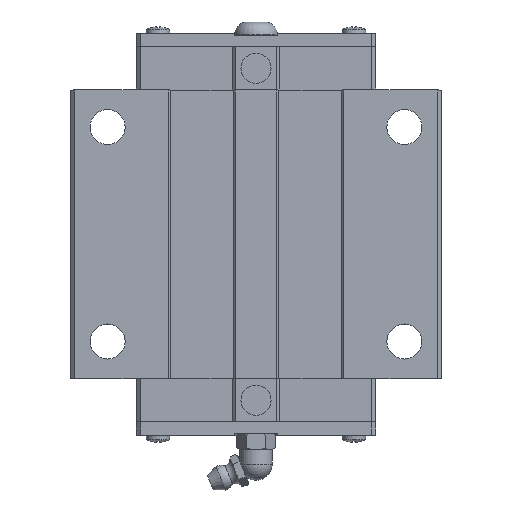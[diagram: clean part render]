
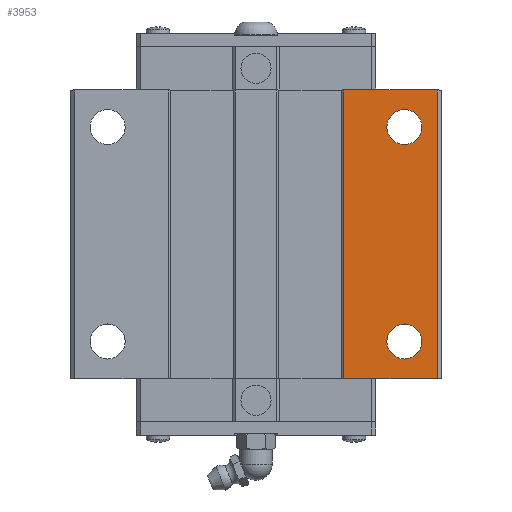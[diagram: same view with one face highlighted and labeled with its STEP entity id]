
A CAD part, top view. The second image highlights one B-rep face of the part: STEP entity #3953.
In plain terms, the highlighted planar face has unit normal (0, 0, 1).
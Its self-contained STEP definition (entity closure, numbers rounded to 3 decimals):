
#410 = LINE ( 'NONE', #10425, #11859 ) ;
#691 = EDGE_LOOP ( 'NONE', ( #24447, #21340 ) ) ;
#1050 = CARTESIAN_POINT ( 'NONE',  ( 44., 83.701, 42. ) ) ;
#2057 = VERTEX_POINT ( 'NONE', #15057 ) ;
#2089 = EDGE_CURVE ( 'NONE', #22710, #4455, #24978, .T. ) ;
#2212 = EDGE_CURVE ( 'NONE', #17350, #12000, #14889, .T. ) ;
#2276 = DIRECTION ( 'NONE',  ( 1., 0., 0. ) ) ;
#2378 = EDGE_LOOP ( 'NONE', ( #7866, #24719, #4529, #18929 ) ) ;
#3343 = CARTESIAN_POINT ( 'NONE',  ( 36., 22.701, 42. ) ) ;
#3953 = ADVANCED_FACE ( 'NONE', ( #19965, #18228, #9837 ), #5835, .T. ) ;
#4289 = DIRECTION ( 'NONE',  ( 0., -1., 0. ) ) ;
#4455 = VERTEX_POINT ( 'NONE', #25400 ) ;
#4529 = ORIENTED_EDGE ( 'NONE', *, *, #2089, .F. ) ;
#4845 = AXIS2_PLACEMENT_3D ( 'NONE', #11349, #5505, #22042 ) ;
#5083 = DIRECTION ( 'NONE',  ( 0., -1., 0. ) ) ;
#5505 = DIRECTION ( 'NONE',  ( 0., 0., -1. ) ) ;
#5666 = EDGE_CURVE ( 'NONE', #26313, #2057, #18423, .T. ) ;
#5835 = PLANE ( 'NONE',  #23000 ) ;
#5885 = DIRECTION ( 'NONE',  ( 1., 0., 0. ) ) ;
#6418 = CARTESIAN_POINT ( 'NONE',  ( 36., 74.701, 42. ) ) ;
#6467 = EDGE_CURVE ( 'NONE', #23680, #12088, #410, .T. ) ;
#7452 = DIRECTION ( 'NONE',  ( -1., 0., 0. ) ) ;
#7866 = ORIENTED_EDGE ( 'NONE', *, *, #6467, .T. ) ;
#8843 = CIRCLE ( 'NONE', #23764, 4.25 ) ;
#8906 = ORIENTED_EDGE ( 'NONE', *, *, #19355, .T. ) ;
#9618 = CARTESIAN_POINT ( 'NONE',  ( 40.25, 74.701, 42. ) ) ;
#9737 = EDGE_LOOP ( 'NONE', ( #20052, #8906 ) ) ;
#9837 = FACE_BOUND ( 'NONE', #691, .T. ) ;
#10425 = CARTESIAN_POINT ( 'NONE',  ( 21.25, 101.201, 42. ) ) ;
#10727 = EDGE_CURVE ( 'NONE', #22710, #23680, #13695, .T. ) ;
#11320 = LINE ( 'NONE', #25369, #22050 ) ;
#11349 = CARTESIAN_POINT ( 'NONE',  ( 36., 74.701, 42. ) ) ;
#11859 = VECTOR ( 'NONE', #4289, 1000. ) ;
#11989 = DIRECTION ( 'NONE',  ( 0., 0., -1. ) ) ;
#12000 = VERTEX_POINT ( 'NONE', #22870 ) ;
#12078 = CARTESIAN_POINT ( 'NONE',  ( 0., 83.701, 42. ) ) ;
#12088 = VERTEX_POINT ( 'NONE', #21542 ) ;
#13695 = LINE ( 'NONE', #25610, #24009 ) ;
#14052 = AXIS2_PLACEMENT_3D ( 'NONE', #3343, #11989, #5885 ) ;
#14889 = CIRCLE ( 'NONE', #14052, 4.25 ) ;
#15057 = CARTESIAN_POINT ( 'NONE',  ( 31.75, 74.701, 42. ) ) ;
#15177 = DIRECTION ( 'NONE',  ( 1., 0., 0. ) ) ;
#15776 = VECTOR ( 'NONE', #5083, 1000. ) ;
#16343 = CIRCLE ( 'NONE', #4845, 4.25 ) ;
#17335 = CARTESIAN_POINT ( 'NONE',  ( 44., 83.701, 42. ) ) ;
#17350 = VERTEX_POINT ( 'NONE', #26258 ) ;
#18228 = FACE_BOUND ( 'NONE', #9737, .T. ) ;
#18423 = CIRCLE ( 'NONE', #20560, 4.25 ) ;
#18797 = CARTESIAN_POINT ( 'NONE',  ( 21.25, 83.701, 42. ) ) ;
#18929 = ORIENTED_EDGE ( 'NONE', *, *, #10727, .T. ) ;
#18934 = DIRECTION ( 'NONE',  ( 0., 0., -1. ) ) ;
#19355 = EDGE_CURVE ( 'NONE', #2057, #26313, #16343, .T. ) ;
#19965 = FACE_OUTER_BOUND ( 'NONE', #2378, .T. ) ;
#20052 = ORIENTED_EDGE ( 'NONE', *, *, #5666, .T. ) ;
#20230 = DIRECTION ( 'NONE',  ( 0., 0., 1. ) ) ;
#20560 = AXIS2_PLACEMENT_3D ( 'NONE', #6418, #18934, #2276 ) ;
#21340 = ORIENTED_EDGE ( 'NONE', *, *, #25560, .T. ) ;
#21542 = CARTESIAN_POINT ( 'NONE',  ( 21.25, 13.701, 42. ) ) ;
#22042 = DIRECTION ( 'NONE',  ( 1., 0., 0. ) ) ;
#22050 = VECTOR ( 'NONE', #15177, 1000. ) ;
#22112 = DIRECTION ( 'NONE',  ( 1., 0., 0. ) ) ;
#22710 = VERTEX_POINT ( 'NONE', #1050 ) ;
#22870 = CARTESIAN_POINT ( 'NONE',  ( 31.75, 22.701, 42. ) ) ;
#23000 = AXIS2_PLACEMENT_3D ( 'NONE', #12078, #20230, #22112 ) ;
#23240 = DIRECTION ( 'NONE',  ( 0., 0., -1. ) ) ;
#23381 = CARTESIAN_POINT ( 'NONE',  ( 36., 22.701, 42. ) ) ;
#23680 = VERTEX_POINT ( 'NONE', #18797 ) ;
#23764 = AXIS2_PLACEMENT_3D ( 'NONE', #23381, #23240, #25393 ) ;
#24009 = VECTOR ( 'NONE', #7452, 1000. ) ;
#24447 = ORIENTED_EDGE ( 'NONE', *, *, #2212, .T. ) ;
#24719 = ORIENTED_EDGE ( 'NONE', *, *, #24732, .T. ) ;
#24732 = EDGE_CURVE ( 'NONE', #12088, #4455, #11320, .T. ) ;
#24978 = LINE ( 'NONE', #17335, #15776 ) ;
#25369 = CARTESIAN_POINT ( 'NONE',  ( 0., 13.701, 42. ) ) ;
#25393 = DIRECTION ( 'NONE',  ( 1., 0., 0. ) ) ;
#25400 = CARTESIAN_POINT ( 'NONE',  ( 44., 13.701, 42. ) ) ;
#25560 = EDGE_CURVE ( 'NONE', #12000, #17350, #8843, .T. ) ;
#25610 = CARTESIAN_POINT ( 'NONE',  ( 0., 83.701, 42. ) ) ;
#26258 = CARTESIAN_POINT ( 'NONE',  ( 40.25, 22.701, 42. ) ) ;
#26313 = VERTEX_POINT ( 'NONE', #9618 ) ;
